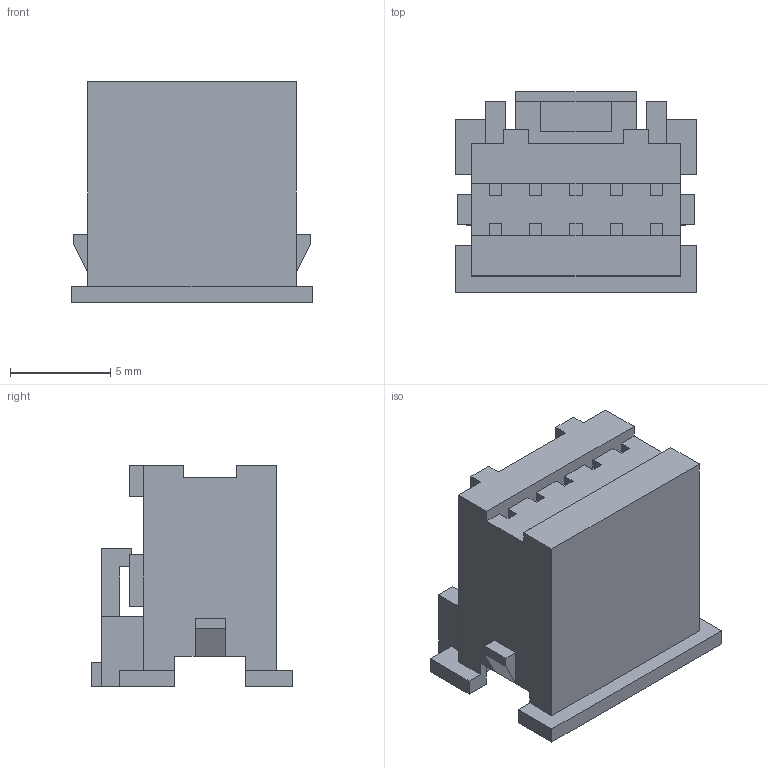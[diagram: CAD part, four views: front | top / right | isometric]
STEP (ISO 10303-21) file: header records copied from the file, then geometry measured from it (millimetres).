
FILE_DESCRIPTION (( 'STEP AP214' ), '1' );
FILE_NAME ('PADP-10V-1-S.STEP', '2011-06-10T06:39:58', ( 'root' ), ( 'Hewlett-Packard Company' ), 'SwSTEP 2.0', 'SolidWorks 2009', '' );
FILE_SCHEMA (( 'AUTOMOTIVE_DESIGN' ));
Length unit declared in the file: millimetre
Products named in the file (1): PADP-10V-1-S
Bounding box: 12 x 10 x 11 mm (x, y, z)
Volume: 733.1 mm3; surface area: 809.6 mm2
Topology: 1 solids, 1 shells, 159 faces, 458 edges, 304 vertices
Faces by surface type: plane 159
Entity records: 5134 total; most frequent: CARTESIAN_POINT 922, ORIENTED_EDGE 916, DIRECTION 778, EDGE_CURVE 458, VECTOR 458, LINE 458, VERTEX_POINT 304, EDGE_LOOP 162
